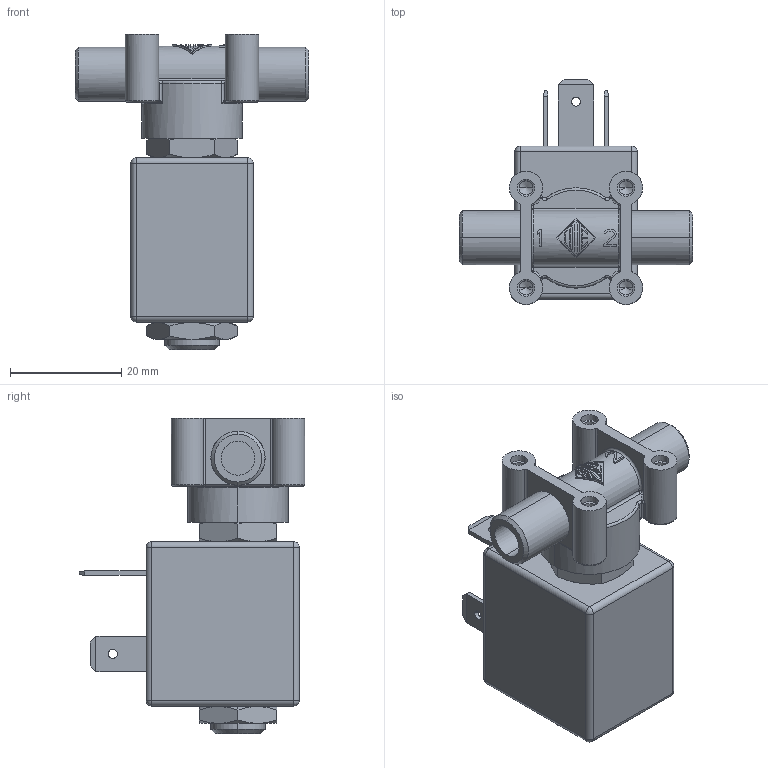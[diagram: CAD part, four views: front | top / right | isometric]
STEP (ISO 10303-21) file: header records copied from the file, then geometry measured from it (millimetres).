
FILE_DESCRIPTION((''),'2;1');
FILE_NAME('21JPAR1V23-T0_LBA_INGOMBRO_ASM','2012-12-19T',('romeri'),('O.D.E.'),'PRO/ENGINEER BY PARAMETRIC TECHNOLOGY CORPORATION, 2011410','PRO/ENGINEER BY PARAMETRIC TECHNOLOGY CORPORATION, 2011410','');
FILE_SCHEMA(('CONFIG_CONTROL_DESIGN','SHAPE_APPEARANCE_LAYERS_GROUPS'));
Length unit declared in the file: millimetre
Products named in the file (6): 450JPA_12_INGOMBRO; 452161_INGOMBRO; BOBINA_5_W_INGOMBRO; 452571; 450146; 21JPAR1V23-T0_LBA_INGOMBRO_ASM
Assembly tree (5 placements, depth 2):
  21JPAR1V23-T0_LBA_INGOMBRO_ASM
    450JPA_12_INGOMBRO
    452161_INGOMBRO
    BOBINA_5_W_INGOMBRO
    452571
    450146
Bounding box: 42 x 40.48 x 56.7 mm (x, y, z)
Volume: 21870.4 mm3; surface area: 14545.3 mm2
Topology: 5 solids, 10 shells, 453 faces, 1057 edges, 639 vertices
Faces by surface type: plane 193, cylinder 134, cone 66, torus 36, sphere 16, bspline 8
Entity records: 17132 total; most frequent: CARTESIAN_POINT 3090, DIRECTION 2224, ORIENTED_EDGE 2094, EDGE_CURVE 1047, AXIS2_PLACEMENT_3D 883, PRESENTATION_STYLE_ASSIGNMENT 698, STYLED_ITEM 660, VERTEX_POINT 639
